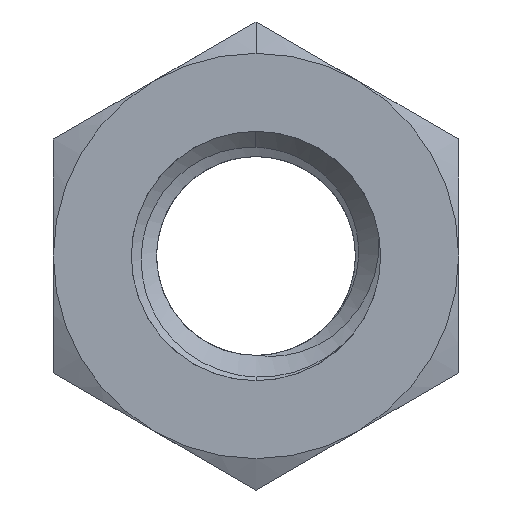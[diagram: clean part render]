
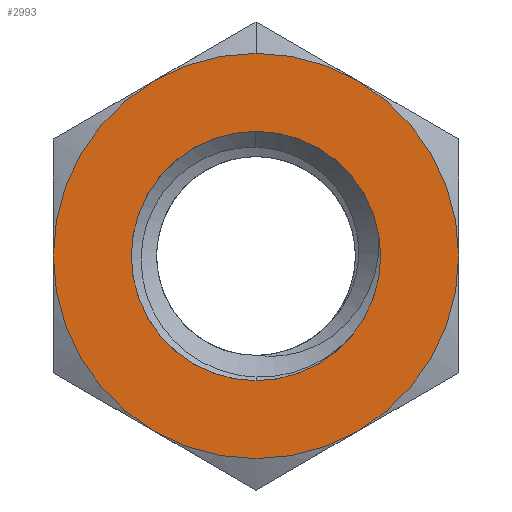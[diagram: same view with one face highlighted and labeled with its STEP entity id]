
A CAD part, front view. The second image highlights one B-rep face of the part: STEP entity #2993.
In plain terms, the highlighted planar face has unit normal (0, -1, 0).
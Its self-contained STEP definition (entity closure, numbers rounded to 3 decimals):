
#7 = VERTEX_POINT ( 'NONE', #310 ) ;
#35 = EDGE_CURVE ( 'NONE', #1387, #3551, #3216, .T. ) ;
#67 = DIRECTION ( 'NONE',  ( 0., 0., -1. ) ) ;
#99 = VERTEX_POINT ( 'NONE', #2732 ) ;
#169 = CARTESIAN_POINT ( 'NONE',  ( 0., 0., 0. ) ) ;
#201 = DIRECTION ( 'NONE',  ( 0., 0., -1. ) ) ;
#230 = ORIENTED_EDGE ( 'NONE', *, *, #546, .T. ) ;
#277 = VERTEX_POINT ( 'NONE', #451 ) ;
#295 = CARTESIAN_POINT ( 'NONE',  ( -3.25, 0., -5.629 ) ) ;
#308 = DIRECTION ( 'NONE',  ( 0., -1., 0. ) ) ;
#310 = CARTESIAN_POINT ( 'NONE',  ( -3.25, 0., 5.629 ) ) ;
#313 = CARTESIAN_POINT ( 'NONE',  ( 6.5, 0., 0. ) ) ;
#385 = CARTESIAN_POINT ( 'NONE',  ( 13., 0., 0. ) ) ;
#438 = VERTEX_POINT ( 'NONE', #616 ) ;
#451 = CARTESIAN_POINT ( 'NONE',  ( 0., 0., 6.5 ) ) ;
#473 = DIRECTION ( 'NONE',  ( 0., 0., -1. ) ) ;
#487 = CIRCLE ( 'NONE', #2533, 6.5 ) ;
#546 = EDGE_CURVE ( 'NONE', #99, #3565, #3496, .T. ) ;
#613 = VERTEX_POINT ( 'NONE', #313 ) ;
#616 = CARTESIAN_POINT ( 'NONE',  ( 3.25, 0., -5.629 ) ) ;
#641 = CARTESIAN_POINT ( 'NONE',  ( 0., 0., 0. ) ) ;
#659 = ORIENTED_EDGE ( 'NONE', *, *, #35, .F. ) ;
#740 = EDGE_CURVE ( 'NONE', #3565, #438, #1137, .T. ) ;
#744 = FACE_OUTER_BOUND ( 'NONE', #1246, .T. ) ;
#750 = EDGE_CURVE ( 'NONE', #277, #7, #1718, .T. ) ;
#823 = EDGE_CURVE ( 'NONE', #438, #613, #1550, .T. ) ;
#897 = AXIS2_PLACEMENT_3D ( 'NONE', #385, #1275, #3265 ) ;
#937 = DIRECTION ( 'NONE',  ( 0., 0., -1. ) ) ;
#1016 = EDGE_CURVE ( 'NONE', #613, #2664, #3442, .T. ) ;
#1032 = CARTESIAN_POINT ( 'NONE',  ( 0., 0., 0. ) ) ;
#1068 = CARTESIAN_POINT ( 'NONE',  ( 0., 0., 0. ) ) ;
#1083 = AXIS2_PLACEMENT_3D ( 'NONE', #1032, #3034, #1323 ) ;
#1136 = EDGE_CURVE ( 'NONE', #2664, #277, #487, .T. ) ;
#1137 = CIRCLE ( 'NONE', #3525, 6.5 ) ;
#1246 = EDGE_LOOP ( 'NONE', ( #230, #3040, #2164, #3253, #3078, #3372, #3470 ) ) ;
#1256 = CIRCLE ( 'NONE', #1083, 4. ) ;
#1275 = DIRECTION ( 'NONE',  ( 0., -1., 0. ) ) ;
#1304 = DIRECTION ( 'NONE',  ( 0., -1., 0. ) ) ;
#1323 = DIRECTION ( 'NONE',  ( 0., 0., -1. ) ) ;
#1342 = EDGE_LOOP ( 'NONE', ( #659, #2786 ) ) ;
#1358 = DIRECTION ( 'NONE',  ( 0., 0., -1. ) ) ;
#1387 = VERTEX_POINT ( 'NONE', #3211 ) ;
#1407 = EDGE_CURVE ( 'NONE', #7, #99, #2464, .T. ) ;
#1412 = AXIS2_PLACEMENT_3D ( 'NONE', #3620, #3609, #3586 ) ;
#1529 = FACE_BOUND ( 'NONE', #1342, .T. ) ;
#1550 = CIRCLE ( 'NONE', #2901, 6.5 ) ;
#1718 = CIRCLE ( 'NONE', #2974, 6.5 ) ;
#1808 = AXIS2_PLACEMENT_3D ( 'NONE', #2068, #308, #2363 ) ;
#1826 = DIRECTION ( 'NONE',  ( 0., -1., 0. ) ) ;
#1876 = AXIS2_PLACEMENT_3D ( 'NONE', #641, #2679, #937 ) ;
#1956 = DIRECTION ( 'NONE',  ( 0., -1., 0. ) ) ;
#2068 = CARTESIAN_POINT ( 'NONE',  ( 0., 0., 0. ) ) ;
#2164 = ORIENTED_EDGE ( 'NONE', *, *, #823, .T. ) ;
#2226 = DIRECTION ( 'NONE',  ( 0., -1., 0. ) ) ;
#2363 = DIRECTION ( 'NONE',  ( 0., 0., -1. ) ) ;
#2407 = CARTESIAN_POINT ( 'NONE',  ( 3.25, 0., 5.629 ) ) ;
#2464 = CIRCLE ( 'NONE', #2625, 6.5 ) ;
#2533 = AXIS2_PLACEMENT_3D ( 'NONE', #3506, #1826, #67 ) ;
#2625 = AXIS2_PLACEMENT_3D ( 'NONE', #3013, #1304, #3288 ) ;
#2664 = VERTEX_POINT ( 'NONE', #2407 ) ;
#2679 = DIRECTION ( 'NONE',  ( 0., -1., 0. ) ) ;
#2732 = CARTESIAN_POINT ( 'NONE',  ( -6.5, 0., 0. ) ) ;
#2786 = ORIENTED_EDGE ( 'NONE', *, *, #3244, .F. ) ;
#2901 = AXIS2_PLACEMENT_3D ( 'NONE', #3630, #1956, #201 ) ;
#2974 = AXIS2_PLACEMENT_3D ( 'NONE', #1068, #3064, #1358 ) ;
#2985 = PLANE ( 'NONE',  #897 ) ;
#2993 = ADVANCED_FACE ( 'NONE', ( #744, #1529 ), #2985, .T. ) ;
#3013 = CARTESIAN_POINT ( 'NONE',  ( 0., 0., 0. ) ) ;
#3034 = DIRECTION ( 'NONE',  ( 0., -1., 0. ) ) ;
#3040 = ORIENTED_EDGE ( 'NONE', *, *, #740, .T. ) ;
#3064 = DIRECTION ( 'NONE',  ( 0., -1., 0. ) ) ;
#3078 = ORIENTED_EDGE ( 'NONE', *, *, #1136, .T. ) ;
#3159 = CARTESIAN_POINT ( 'NONE',  ( 0., 0., 4. ) ) ;
#3211 = CARTESIAN_POINT ( 'NONE',  ( 0., 0., -4. ) ) ;
#3216 = CIRCLE ( 'NONE', #1412, 4. ) ;
#3244 = EDGE_CURVE ( 'NONE', #3551, #1387, #1256, .T. ) ;
#3253 = ORIENTED_EDGE ( 'NONE', *, *, #1016, .T. ) ;
#3265 = DIRECTION ( 'NONE',  ( 0., 0., -1. ) ) ;
#3288 = DIRECTION ( 'NONE',  ( 0., 0., -1. ) ) ;
#3372 = ORIENTED_EDGE ( 'NONE', *, *, #750, .T. ) ;
#3442 = CIRCLE ( 'NONE', #1876, 6.5 ) ;
#3470 = ORIENTED_EDGE ( 'NONE', *, *, #1407, .T. ) ;
#3496 = CIRCLE ( 'NONE', #1808, 6.5 ) ;
#3506 = CARTESIAN_POINT ( 'NONE',  ( 0., 0., 0. ) ) ;
#3525 = AXIS2_PLACEMENT_3D ( 'NONE', #169, #2226, #473 ) ;
#3551 = VERTEX_POINT ( 'NONE', #3159 ) ;
#3565 = VERTEX_POINT ( 'NONE', #295 ) ;
#3586 = DIRECTION ( 'NONE',  ( 0., 0., -1. ) ) ;
#3609 = DIRECTION ( 'NONE',  ( 0., -1., 0. ) ) ;
#3620 = CARTESIAN_POINT ( 'NONE',  ( 0., 0., 0. ) ) ;
#3630 = CARTESIAN_POINT ( 'NONE',  ( 0., 0., 0. ) ) ;
